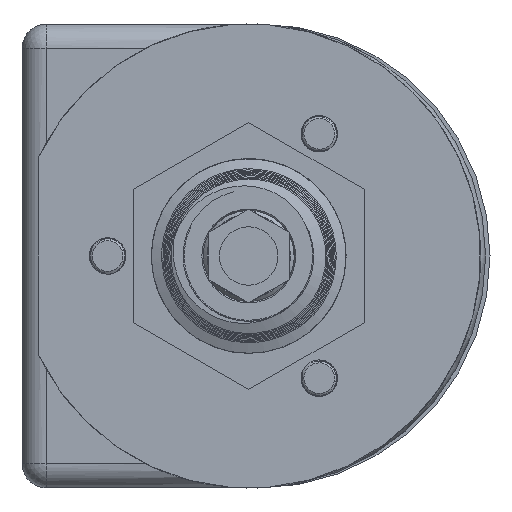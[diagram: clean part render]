
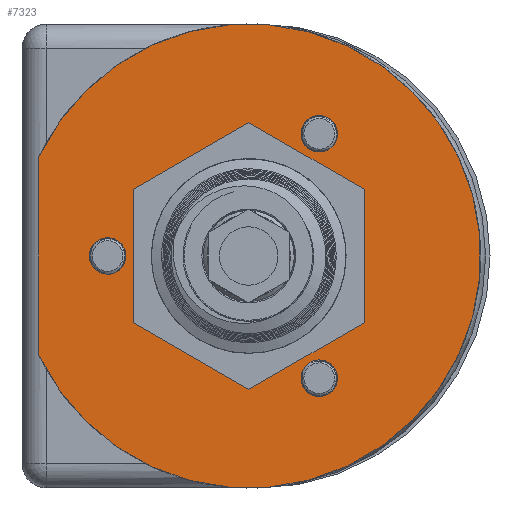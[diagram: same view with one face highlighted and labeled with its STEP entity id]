
A CAD part, front view. The second image highlights one B-rep face of the part: STEP entity #7323.
In plain terms, the highlighted planar face has unit normal (0, -1, 0).
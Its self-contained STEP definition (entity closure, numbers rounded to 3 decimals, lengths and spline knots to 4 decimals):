
#956=LINE('',#25203,#1248);
#957=LINE('',#25207,#1249);
#958=LINE('',#25209,#1250);
#959=LINE('',#25211,#1251);
#960=LINE('',#25213,#1252);
#961=LINE('',#25215,#1253);
#962=LINE('',#25216,#1254);
#1248=VECTOR('',#9408,0.3937);
#1249=VECTOR('',#9411,0.3937);
#1250=VECTOR('',#9412,0.3937);
#1251=VECTOR('',#9413,0.3937);
#1252=VECTOR('',#9414,0.3937);
#1253=VECTOR('',#9415,0.3937);
#1254=VECTOR('',#9416,0.3937);
#1410=FACE_BOUND('',#2241,.T.);
#1411=FACE_BOUND('',#2242,.T.);
#1412=FACE_BOUND('',#2243,.T.);
#1413=FACE_BOUND('',#2244,.T.);
#1721=FACE_OUTER_BOUND('',#2240,.T.);
#2240=EDGE_LOOP('',(#6123,#6124));
#2241=EDGE_LOOP('',(#6125,#6126,#6127,#6128,#6129,#6130));
#2242=EDGE_LOOP('',(#6131));
#2243=EDGE_LOOP('',(#6132));
#2244=EDGE_LOOP('',(#6133));
#2556=CIRCLE('',#7737,0.098);
#2582=CIRCLE('',#7809,0.098);
#2613=CIRCLE('',#7885,0.098);
#2631=CIRCLE('',#7922,1.25);
#3031=VERTEX_POINT('',#12138);
#3157=VERTEX_POINT('',#16066);
#3285=VERTEX_POINT('',#20927);
#3321=VERTEX_POINT('',#21106);
#3322=VERTEX_POINT('',#21108);
#3398=VERTEX_POINT('',#25205);
#3399=VERTEX_POINT('',#25206);
#3400=VERTEX_POINT('',#25208);
#3401=VERTEX_POINT('',#25210);
#3402=VERTEX_POINT('',#25212);
#3403=VERTEX_POINT('',#25214);
#3879=EDGE_CURVE('',#3031,#3031,#2556,.T.);
#4043=EDGE_CURVE('',#3157,#3157,#2582,.T.);
#4215=EDGE_CURVE('',#3285,#3285,#2613,.T.);
#4263=EDGE_CURVE('',#3322,#3321,#2631,.T.);
#4364=EDGE_CURVE('',#3321,#3322,#956,.T.);
#4365=EDGE_CURVE('',#3398,#3399,#957,.T.);
#4366=EDGE_CURVE('',#3399,#3400,#958,.T.);
#4367=EDGE_CURVE('',#3400,#3401,#959,.T.);
#4368=EDGE_CURVE('',#3401,#3402,#960,.T.);
#4369=EDGE_CURVE('',#3402,#3403,#961,.T.);
#4370=EDGE_CURVE('',#3403,#3398,#962,.T.);
#6123=ORIENTED_EDGE('',*,*,#4364,.T.);
#6124=ORIENTED_EDGE('',*,*,#4263,.T.);
#6125=ORIENTED_EDGE('',*,*,#4365,.T.);
#6126=ORIENTED_EDGE('',*,*,#4366,.T.);
#6127=ORIENTED_EDGE('',*,*,#4367,.T.);
#6128=ORIENTED_EDGE('',*,*,#4368,.T.);
#6129=ORIENTED_EDGE('',*,*,#4369,.T.);
#6130=ORIENTED_EDGE('',*,*,#4370,.T.);
#6131=ORIENTED_EDGE('',*,*,#3879,.T.);
#6132=ORIENTED_EDGE('',*,*,#4043,.T.);
#6133=ORIENTED_EDGE('',*,*,#4215,.T.);
#6952=PLANE('',#7974);
#7323=ADVANCED_FACE('',(#1721,#1410,#1411,#1412,#1413),#6952,.T.);
#7737=AXIS2_PLACEMENT_3D('',#12139,#8826,#8827);
#7809=AXIS2_PLACEMENT_3D('',#16067,#8996,#8997);
#7885=AXIS2_PLACEMENT_3D('',#20928,#9174,#9175);
#7922=AXIS2_PLACEMENT_3D('',#21109,#9270,#9271);
#7974=AXIS2_PLACEMENT_3D('',#25204,#9409,#9410);
#8826=DIRECTION('center_axis',(0.,1.,0.));
#8827=DIRECTION('ref_axis',(0.,0.,-1.));
#8996=DIRECTION('center_axis',(0.,1.,0.));
#8997=DIRECTION('ref_axis',(0.866,0.,0.5));
#9174=DIRECTION('center_axis',(0.,1.,0.));
#9175=DIRECTION('ref_axis',(-0.866,0.,0.5));
#9270=DIRECTION('center_axis',(0.,-1.,0.));
#9271=DIRECTION('ref_axis',(0.,0.,-1.));
#9408=DIRECTION('',(0.,0.,-1.));
#9409=DIRECTION('center_axis',(0.,-1.,0.));
#9410=DIRECTION('ref_axis',(-1.,0.,0.));
#9411=DIRECTION('',(-0.866,0.,0.5));
#9412=DIRECTION('',(0.,0.,1.));
#9413=DIRECTION('',(0.866,0.,0.5));
#9414=DIRECTION('',(0.866,0.,-0.5));
#9415=DIRECTION('',(0.,0.,-1.));
#9416=DIRECTION('',(-0.866,0.,-0.5));
#12138=CARTESIAN_POINT('',(-0.7875,-0.4,0.098));
#12139=CARTESIAN_POINT('Origin',(-0.7875,-0.4,
0.));
#16066=CARTESIAN_POINT('',(0.2676,-0.4,-0.7072));
#16067=CARTESIAN_POINT('Origin',(0.3525,-0.4,-0.6582));
#20927=CARTESIAN_POINT('',(0.4374,-0.4,0.6092));
#20928=CARTESIAN_POINT('Origin',(0.3525,-0.4,0.6582));
#21106=CARTESIAN_POINT('',(-1.1575,-0.4,0.5344));
#21108=CARTESIAN_POINT('',(-1.1575,-0.4,-0.5344));
#21109=CARTESIAN_POINT('Origin',(-0.0275,-0.4,0.));
#25203=CARTESIAN_POINT('',(-1.1575,-0.4,0.065));
#25204=CARTESIAN_POINT('Origin',(-0.0275,-0.4,
-0.62));
#25205=CARTESIAN_POINT('',(-0.0275,-0.4,-0.7188));
#25206=CARTESIAN_POINT('',(-0.65,-0.4,-0.3594));
#25207=CARTESIAN_POINT('',(-0.0489,-0.4,-0.7065));
#25208=CARTESIAN_POINT('',(-0.65,-0.4,0.3594));
#25209=CARTESIAN_POINT('',(-0.65,-0.4,-0.4897));
#25210=CARTESIAN_POINT('',(-0.0275,-0.4,0.7188));
#25211=CARTESIAN_POINT('',(-0.6286,-0.4,0.3718));
#25212=CARTESIAN_POINT('',(0.595,-0.4,0.3594));
#25213=CARTESIAN_POINT('',(0.2624,-0.4,0.5515));
#25214=CARTESIAN_POINT('',(0.595,-0.4,-0.3594));
#25215=CARTESIAN_POINT('',(0.595,-0.4,-0.1303));
#25216=CARTESIAN_POINT('',(0.3051,-0.4,-0.5268));
